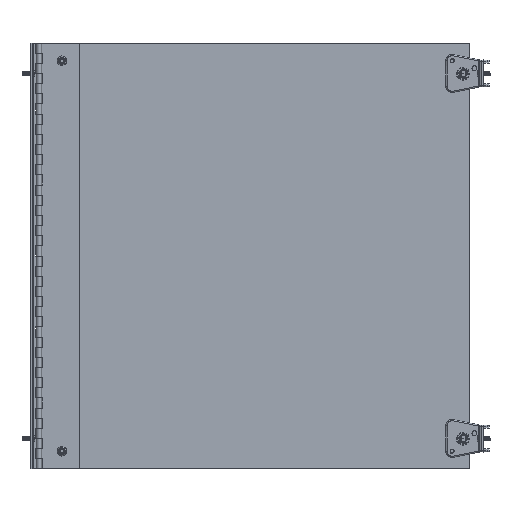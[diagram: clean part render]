
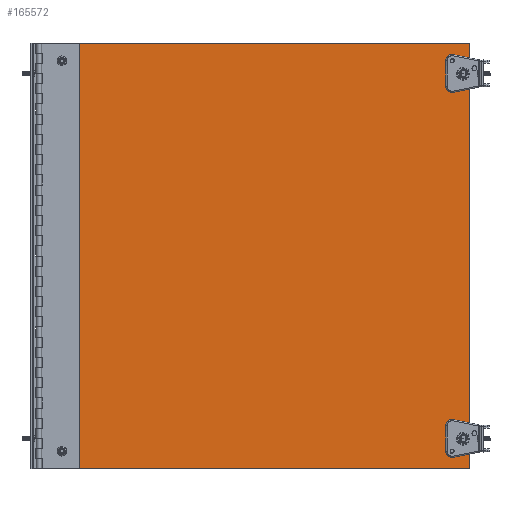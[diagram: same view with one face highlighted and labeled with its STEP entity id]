
A CAD part, front view. The second image highlights one B-rep face of the part: STEP entity #165572.
In plain terms, the highlighted planar face has unit normal (0, -1, 0).
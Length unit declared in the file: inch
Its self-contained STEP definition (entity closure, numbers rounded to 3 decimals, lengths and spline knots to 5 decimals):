
#2690 = DIRECTION ( 'NONE',  ( 0., 0., 1. ) ) ;
#4366 = CARTESIAN_POINT ( 'NONE',  ( 11.15, 0., 0. ) ) ;
#6375 = DIRECTION ( 'NONE',  ( 0., 0., 1. ) ) ;
#7105 = EDGE_CURVE ( 'NONE', #148226, #148226, #26454, .T. ) ;
#7395 = CARTESIAN_POINT ( 'NONE',  ( 1.525, 0., 9.625 ) ) ;
#19326 = DIRECTION ( 'NONE',  ( 0., 1., 0. ) ) ;
#23057 = DIRECTION ( 'NONE',  ( 0., 1., 0. ) ) ;
#24634 = VERTEX_POINT ( 'NONE', #111000 ) ;
#26454 = CIRCLE ( 'NONE', #104381, 0.156 ) ;
#28637 = AXIS2_PLACEMENT_3D ( 'NONE', #7395, #37968, #165927 ) ;
#34552 = VECTOR ( 'NONE', #92078, 39.37008 ) ;
#37968 = DIRECTION ( 'NONE',  ( 0., 1., 0. ) ) ;
#40147 = CARTESIAN_POINT ( 'NONE',  ( 21.65, 0., -10.5 ) ) ;
#41171 = VECTOR ( 'NONE', #99459, 39.37008 ) ;
#45393 = EDGE_CURVE ( 'NONE', #123609, #123609, #48171, .T. ) ;
#48171 = CIRCLE ( 'NONE', #167203, 0.156 ) ;
#56234 = DIRECTION ( 'NONE',  ( 1., 0., 0. ) ) ;
#56748 = VERTEX_POINT ( 'NONE', #73391 ) ;
#59342 = EDGE_CURVE ( 'NONE', #56748, #56748, #108576, .T. ) ;
#62579 = ORIENTED_EDGE ( 'NONE', *, *, #175664, .T. ) ;
#63159 = VERTEX_POINT ( 'NONE', #103453 ) ;
#67931 = FACE_BOUND ( 'NONE', #188464, .T. ) ;
#70651 = EDGE_CURVE ( 'NONE', #189853, #191446, #87281, .T. ) ;
#73391 = CARTESIAN_POINT ( 'NONE',  ( 1.525, 0., -9.469 ) ) ;
#75708 = EDGE_LOOP ( 'NONE', ( #62579, #178736, #162091, #89674 ) ) ;
#76147 = ORIENTED_EDGE ( 'NONE', *, *, #7105, .T. ) ;
#83224 = LINE ( 'NONE', #131352, #41171 ) ;
#85237 = CARTESIAN_POINT ( 'NONE',  ( 1.525, 0., -9.625 ) ) ;
#87281 = LINE ( 'NONE', #106039, #191277 ) ;
#89674 = ORIENTED_EDGE ( 'NONE', *, *, #197754, .T. ) ;
#92078 = DIRECTION ( 'NONE',  ( 0., 0., -1. ) ) ;
#94662 = AXIS2_PLACEMENT_3D ( 'NONE', #4366, #133074, #196060 ) ;
#97477 = CARTESIAN_POINT ( 'NONE',  ( 20.775, 0., 9.625 ) ) ;
#99157 = PLANE ( 'NONE',  #94662 ) ;
#99459 = DIRECTION ( 'NONE',  ( 0., 0., 1. ) ) ;
#102423 = DIRECTION ( 'NONE',  ( 0., 0., 1. ) ) ;
#103453 = CARTESIAN_POINT ( 'NONE',  ( 21.65, 0., 10.5 ) ) ;
#104381 = AXIS2_PLACEMENT_3D ( 'NONE', #135620, #198624, #102423 ) ;
#106028 = EDGE_CURVE ( 'NONE', #118474, #118474, #200975, .T. ) ;
#106039 = CARTESIAN_POINT ( 'NONE',  ( 0.65, 0., -10.5 ) ) ;
#108576 = CIRCLE ( 'NONE', #143675, 0.156 ) ;
#109408 = LINE ( 'NONE', #111906, #166615 ) ;
#111000 = CARTESIAN_POINT ( 'NONE',  ( 0.65, 0., 10.5 ) ) ;
#111906 = CARTESIAN_POINT ( 'NONE',  ( 21.65, 0., 10.5 ) ) ;
#113669 = EDGE_LOOP ( 'NONE', ( #125324 ) ) ;
#114953 = FACE_BOUND ( 'NONE', #117364, .T. ) ;
#116962 = ORIENTED_EDGE ( 'NONE', *, *, #45393, .T. ) ;
#117364 = EDGE_LOOP ( 'NONE', ( #116962 ) ) ;
#118474 = VERTEX_POINT ( 'NONE', #155624 ) ;
#119017 = CARTESIAN_POINT ( 'NONE',  ( 20.775, 0., -9.469 ) ) ;
#121984 = ORIENTED_EDGE ( 'NONE', *, *, #106028, .T. ) ;
#123609 = VERTEX_POINT ( 'NONE', #166822 ) ;
#125324 = ORIENTED_EDGE ( 'NONE', *, *, #59342, .T. ) ;
#131352 = CARTESIAN_POINT ( 'NONE',  ( 21.65, 0., -10.5 ) ) ;
#133074 = DIRECTION ( 'NONE',  ( 0., -1., 0. ) ) ;
#135620 = CARTESIAN_POINT ( 'NONE',  ( 20.775, 0., -9.625 ) ) ;
#137172 = FACE_OUTER_BOUND ( 'NONE', #75708, .T. ) ;
#139246 = CARTESIAN_POINT ( 'NONE',  ( 0.65, 0., 10.5 ) ) ;
#143675 = AXIS2_PLACEMENT_3D ( 'NONE', #85237, #23057, #6375 ) ;
#148226 = VERTEX_POINT ( 'NONE', #119017 ) ;
#148270 = LINE ( 'NONE', #139246, #34552 ) ;
#149628 = EDGE_CURVE ( 'NONE', #191446, #63159, #83224, .T. ) ;
#155624 = CARTESIAN_POINT ( 'NONE',  ( 1.525, 0., 9.781 ) ) ;
#162091 = ORIENTED_EDGE ( 'NONE', *, *, #149628, .T. ) ;
#165572 = ADVANCED_FACE ( 'NONE', ( #67931, #114953, #137172, #204125, #179277 ), #99157, .T. ) ;
#165927 = DIRECTION ( 'NONE',  ( 0., 0., 1. ) ) ;
#166615 = VECTOR ( 'NONE', #175582, 39.37008 ) ;
#166822 = CARTESIAN_POINT ( 'NONE',  ( 20.775, 0., 9.781 ) ) ;
#167203 = AXIS2_PLACEMENT_3D ( 'NONE', #97477, #19326, #2690 ) ;
#167672 = EDGE_LOOP ( 'NONE', ( #121984 ) ) ;
#175582 = DIRECTION ( 'NONE',  ( -1., 0., 0. ) ) ;
#175664 = EDGE_CURVE ( 'NONE', #24634, #189853, #148270, .T. ) ;
#178736 = ORIENTED_EDGE ( 'NONE', *, *, #70651, .T. ) ;
#179277 = FACE_BOUND ( 'NONE', #167672, .T. ) ;
#183492 = CARTESIAN_POINT ( 'NONE',  ( 0.65, 0., -10.5 ) ) ;
#188464 = EDGE_LOOP ( 'NONE', ( #76147 ) ) ;
#189853 = VERTEX_POINT ( 'NONE', #183492 ) ;
#191277 = VECTOR ( 'NONE', #56234, 39.37008 ) ;
#191446 = VERTEX_POINT ( 'NONE', #40147 ) ;
#196060 = DIRECTION ( 'NONE',  ( 0., 0., -1. ) ) ;
#197754 = EDGE_CURVE ( 'NONE', #63159, #24634, #109408, .T. ) ;
#198624 = DIRECTION ( 'NONE',  ( 0., 1., 0. ) ) ;
#200975 = CIRCLE ( 'NONE', #28637, 0.156 ) ;
#204125 = FACE_BOUND ( 'NONE', #113669, .T. ) ;
